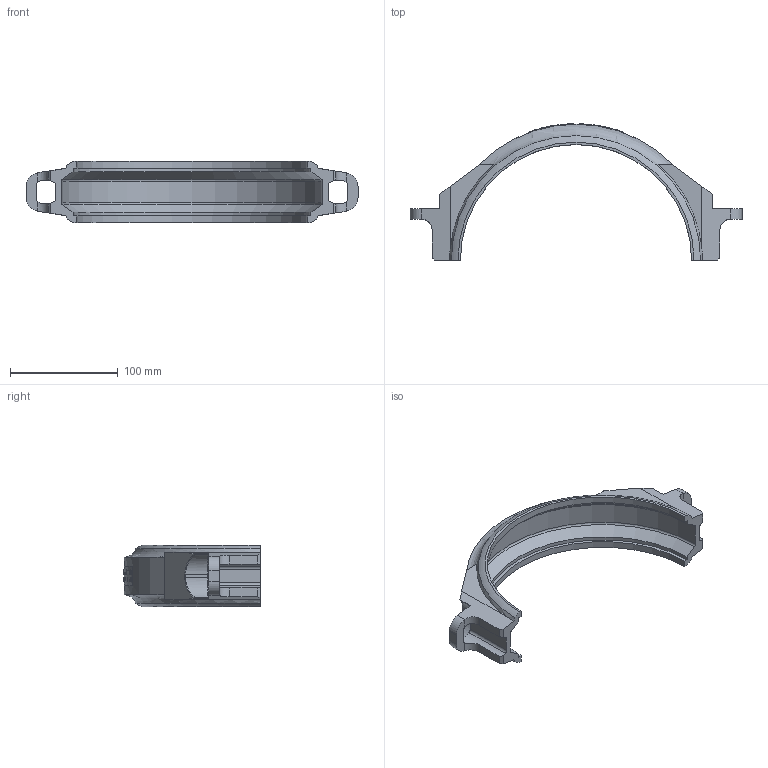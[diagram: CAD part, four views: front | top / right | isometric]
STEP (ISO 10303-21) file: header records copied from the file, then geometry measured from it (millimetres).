
FILE_DESCRIPTION(/* description */ ('PIEDMONT STYLE B MEDIUM PRESSURE 316SS COUPLING'),/* implementation_level */ '2;1');
FILE_NAME(/* name */ 'Style_K-8.0.stp',/* time_stamp */ '2015-05-01T12:05:20-04:00',/* author */ ('Abdullah.Hafiz'),/* organization */ (''),/* preprocessor_version */ 'ST-DEVELOPER v15.6',/* originating_system */ 'Autodesk Inventor 2015',/* authorisation */ '');
FILE_SCHEMA (('AUTOMOTIVE_DESIGN { 1 0 10303 214 3 1 1 }'));
Length unit declared in the file: inch
Products named in the file (1): PIE-CK
Bounding box: 307.98 x 126.68 x 57.15 mm (x, y, z)
Volume: 216088.1 mm3; surface area: 69495.3 mm2
Topology: 1 solids, 1 shells, 380 faces, 1042 edges, 692 vertices
Faces by surface type: plane 171, bspline 131, cylinder 66, torus 10, cone 2
Entity records: 14831 total; most frequent: CARTESIAN_POINT 5830, ORIENTED_EDGE 2084, DIRECTION 1500, EDGE_CURVE 1042, VERTEX_POINT 692, LINE 512, VECTOR 512, AXIS2_PLACEMENT_3D 494
